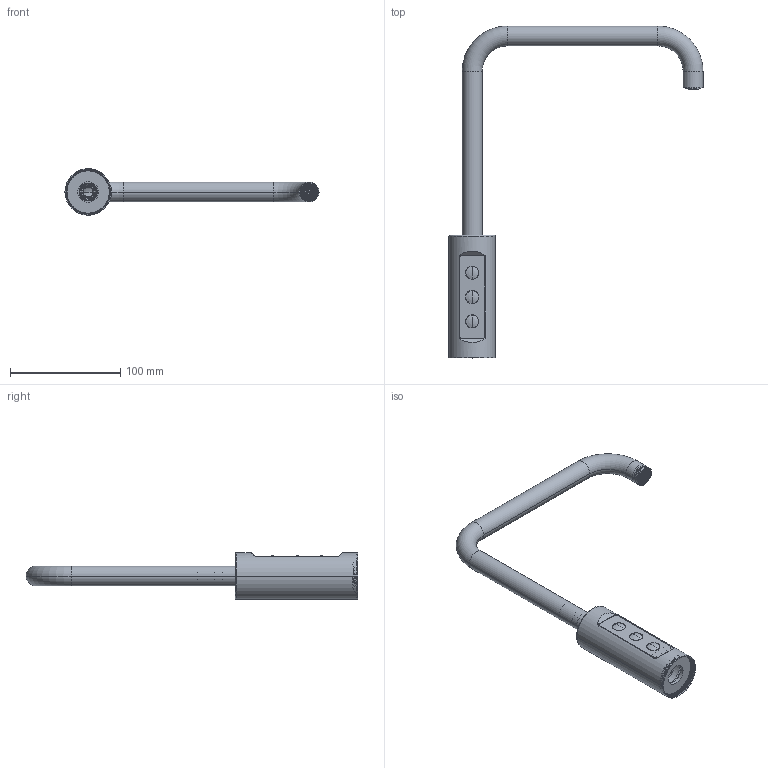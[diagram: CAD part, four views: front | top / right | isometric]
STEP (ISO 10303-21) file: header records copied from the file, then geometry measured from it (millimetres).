
FILE_DESCRIPTION((''),'2;1');
FILE_NAME('AP65090','2024-03-20T16:03:17',('tecnico1'),(''),'CREO PARAMETRIC BY PTC INC, 2022284','CREO PARAMETRIC BY PTC INC, 2022284','');
FILE_SCHEMA(('CONFIG_CONTROL_DESIGN'));
Length unit declared in the file: millimetre
Products named in the file (13): CU00099T00_1_1; P0402100_5_1; OR00088T00_1_1; P0452200_3; AR00080T00_1_1; AR00079T00_1_1_2_1; AR00079T00_1_1_2_2; AR00079T00_1_1_2; AR00031A00_1_1; EA00020T00_1_1; RN00037T00_1_1; 39088000_1; AP65090
Assembly tree (12 placements, depth 5):
  AP65090
    39088000_1
      CU00099T00_1_1
      P0402100_5_1
      OR00088T00_1_1
      P0452200_3
      AR00031A00_1_1
        AR00080T00_1_1
        AR00079T00_1_1_2
          AR00079T00_1_1_2_1
          AR00079T00_1_1_2_2
      EA00020T00_1_1
      RN00037T00_1_1
Bounding box: 230 x 300.5 x 42 mm (x, y, z)
Volume: 39158.9 mm3; surface area: 83711.4 mm2
Topology: 8 solids, 14 shells, 2605 faces, 7647 edges, 5100 vertices
Faces by surface type: plane 1747, torus 419, cylinder 298, bspline 81, cone 44, sphere 16
Entity records: 102911 total; most frequent: CARTESIAN_POINT 38153, ORIENTED_EDGE 15234, DIRECTION 10944, EDGE_CURVE 7634, VERTEX_POINT 5100, AXIS2_PLACEMENT_3D 4072, B_SPLINE_CURVE_WITH_KNOTS 3326, EDGE_LOOP 2956
